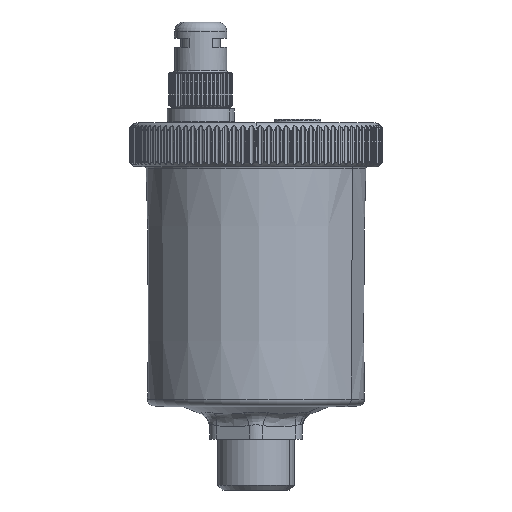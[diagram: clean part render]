
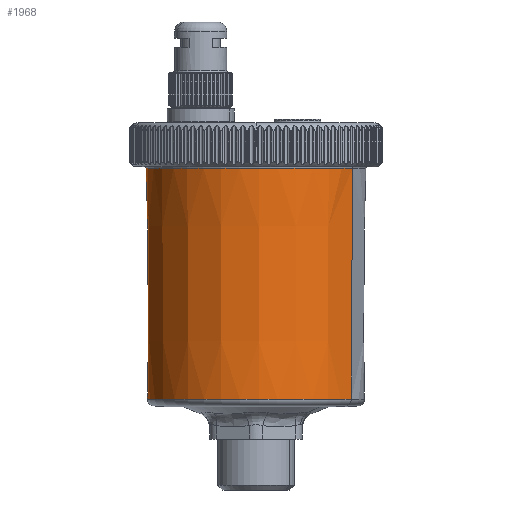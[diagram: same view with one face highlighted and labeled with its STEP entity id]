
A CAD part, left-side view. The second image highlights one B-rep face of the part: STEP entity #1968.
In plain terms, the highlighted conical face has half-angle 0.333 degrees and reference radius 23.5 mm.
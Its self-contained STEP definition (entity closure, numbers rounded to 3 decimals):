
#1849=CARTESIAN_POINT('Vertex',(11.27,20.63,1.661)) ;
#1856=CARTESIAN_POINT('Vertex',(-11.27,-20.63,1.661)) ;
#1876=CARTESIAN_POINT('Axis2P3D Location',(0.,0.,1.661)) ;
#1926=CARTESIAN_POINT('Axis2P3D Location',(0.,0.,0.246)) ;
#1931=CARTESIAN_POINT('Line Origine',(-11.338,-20.755,26.086)) ;
#1935=CARTESIAN_POINT('Vertex',(-11.41,-20.885,51.638)) ;
#1938=CARTESIAN_POINT('Line Origine',(11.338,20.755,26.086)) ;
#1942=CARTESIAN_POINT('Vertex',(11.41,20.885,51.638)) ;
#1957=CARTESIAN_POINT('Axis2P3D Location',(0.,0.,51.638)) ;
#1877=DIRECTION('Axis2P3D Direction',(0.,-0.,-1.)) ;
#1927=DIRECTION('Axis2P3D Direction',(-0.,-0.,1.)) ;
#1928=DIRECTION('Axis2P3D XDirection',(-0.479,-0.878,0.)) ;
#1932=DIRECTION('Vector Direction',(-0.003,-0.005,1.)) ;
#1939=DIRECTION('Vector Direction',(0.003,0.005,1.)) ;
#1958=DIRECTION('Axis2P3D Direction',(-0.,0.,1.)) ;
#1878=AXIS2_PLACEMENT_3D('Circle Axis2P3D',#1876,#1877,$) ;
#1929=AXIS2_PLACEMENT_3D('Cone Axis2P3D',#1926,#1927,#1928) ;
#1959=AXIS2_PLACEMENT_3D('Circle Axis2P3D',#1957,#1958,$) ;
#1963=ORIENTED_EDGE('',*,*,#1944,.T.) ;
#1964=ORIENTED_EDGE('',*,*,#1880,.F.) ;
#1965=ORIENTED_EDGE('',*,*,#1937,.F.) ;
#1966=ORIENTED_EDGE('',*,*,#1961,.F.) ;
#1933=VECTOR('Line Direction',#1932,1.) ;
#1940=VECTOR('Line Direction',#1939,1.) ;
#1968=ADVANCED_FACE('PartBody',(#1967),#1930,.T.) ;
#1879=CIRCLE('generated circle',#1878,23.508) ;
#1960=CIRCLE('generated circle',#1959,23.798) ;
#1930=CONICAL_SURFACE('Cone',#1929,23.5,0.006) ;
#1880=EDGE_CURVE('',#1857,#1850,#1879,.T.) ;
#1937=EDGE_CURVE('',#1936,#1857,#1934,.F.) ;
#1944=EDGE_CURVE('',#1943,#1850,#1941,.F.) ;
#1961=EDGE_CURVE('',#1943,#1936,#1960,.T.) ;
#1962=EDGE_LOOP('',(#1963,#1964,#1965,#1966)) ;
#1967=FACE_OUTER_BOUND('',#1962,.T.) ;
#1934=LINE('Line',#1931,#1933) ;
#1941=LINE('Line',#1938,#1940) ;
#1850=VERTEX_POINT('',#1849) ;
#1857=VERTEX_POINT('',#1856) ;
#1936=VERTEX_POINT('',#1935) ;
#1943=VERTEX_POINT('',#1942) ;
